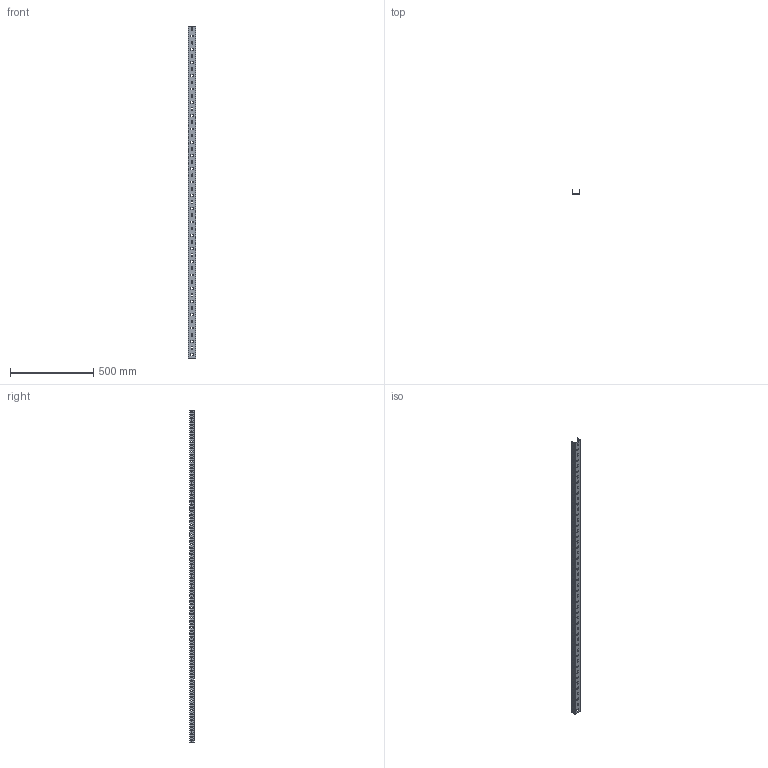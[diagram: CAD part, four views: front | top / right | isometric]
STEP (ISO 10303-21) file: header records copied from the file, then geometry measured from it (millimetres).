
FILE_DESCRIPTION (( 'STEP AP203' ), '1' );
FILE_NAME ('Ïðîôèëü BPL-29_BPL2920.STEP', '2012-11-16T11:02:11', ( 'Àñååâ' ), ( '' ), 'SwSTEP 2.0', 'SolidWorks 2012', '' );
FILE_SCHEMA (( 'CONFIG_CONTROL_DESIGN' ));
Length unit declared in the file: millimetre
Products named in the file (1): Ïðîôèëü BPL-29_BPL2920
Bounding box: 48 x 29 x 2000 mm (x, y, z)
Volume: 274990.5 mm3; surface area: 384672.6 mm2
Topology: 1 solids, 1 shells, 422 faces, 1344 edges, 924 vertices
Faces by surface type: cylinder 304, plane 118
Full cylindrical faces by diameter (mm): 8.5 x200
Entity records: 14425 total; most frequent: DIRECTION 2498, CARTESIAN_POINT 2291, ORIENTED_EDGE 2088, EDGE_LOOP 1122, EDGE_CURVE 1044, AXIS2_PLACEMENT_3D 1031, VERTEX_POINT 824, FACE_OUTER_BOUND 622
